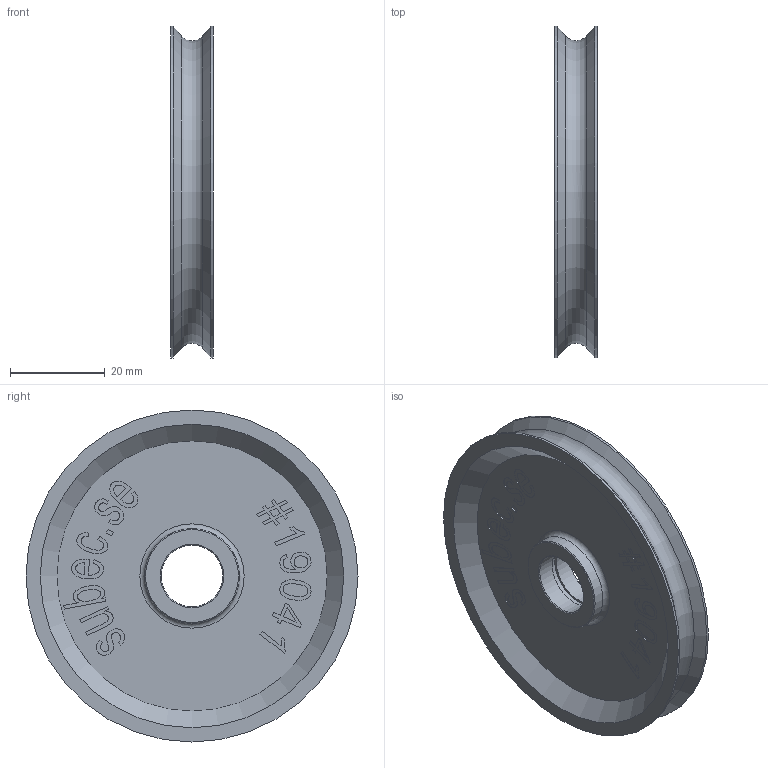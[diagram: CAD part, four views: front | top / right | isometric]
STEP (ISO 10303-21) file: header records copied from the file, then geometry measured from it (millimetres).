
FILE_DESCRIPTION (( 'STEP AP203' ), '1' );
FILE_NAME ('250428 STEP 3-400290-02_19041.STEP', '2025-04-28T08:57:56', ( '' ), ( '' ), 'SwSTEP 2.0', 'SolidWorks 2024', '' );
FILE_SCHEMA (( 'CONFIG_CONTROL_DESIGN' ));
Length unit declared in the file: millimetre
Products named in the file (1): 250428 STEP 3-400290-02_19041
Bounding box: 9 x 70 x 70 mm (x, y, z)
Volume: 12041 mm3; surface area: 11210.8 mm2
Topology: 1 solids, 1 shells, 235 faces, 609 edges, 403 vertices
Faces by surface type: plane 115, bspline 102, cone 8, cylinder 7, torus 3
Full cylindrical faces by diameter (mm): 13 x2, 14 x1, 20 x2, 70 x2
Entity records: 11999 total; most frequent: CARTESIAN_POINT 6922, ORIENTED_EDGE 1180, DIRECTION 680, EDGE_CURVE 590, VERTEX_POINT 402, LINE 360, VECTOR 360, EDGE_LOOP 282
